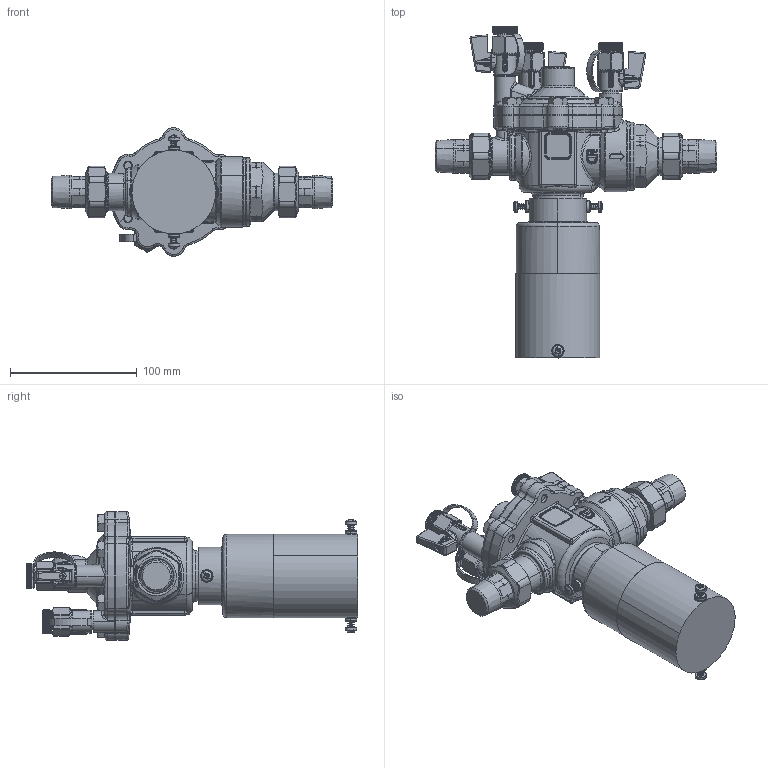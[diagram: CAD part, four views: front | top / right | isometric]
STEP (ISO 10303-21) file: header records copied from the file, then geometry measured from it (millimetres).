
FILE_DESCRIPTION(('CATIA V5 STEP Exchange','CAx-IF Rec.Pracs.--- Model Styling and Organization---1.4--- 2014-01-23','CAx-IF Rec.Pracs.---3D Tessellated Data Validation Properties---0.5---2014-09-14'),'2;1');
FILE_NAME('STEP_574050_-_TST.stp','2022-06-28T07:00:16+00:00',('none'),('none'),'CATIA Version 5-6 Release 2019 SP3','CATIA V5 STEP AP242 v1','none');
FILE_SCHEMA(('AP242_MANAGED_MODEL_BASED_3D_ENGINEERING_MIM_LF {1 0 10303 442 1 1 4}'));
Products named in the file (1): 574050 - TST
Bounding box: 222.75 x 262.31 x 101.5 mm (x, y, z)
Volume: 979264.6 mm3; surface area: 107379.1 mm2
Topology: 1 solids, 10 shells, 4423 faces, 11452 edges, 6954 vertices
Faces by surface type: plane 1508, bspline 1387, cylinder 814, cone 286, sphere 242, torus 186
Entity records: 188037 total; most frequent: CARTESIAN_POINT 99831, ORIENTED_EDGE 22560, EDGE_CURVE 11280, DIRECTION 10504, VERTEX_POINT 6954, AXIS2_PLACEMENT_3D 4847, B_SPLINE_CURVE_WITH_KNOTS 4823, EDGE_LOOP 4532
